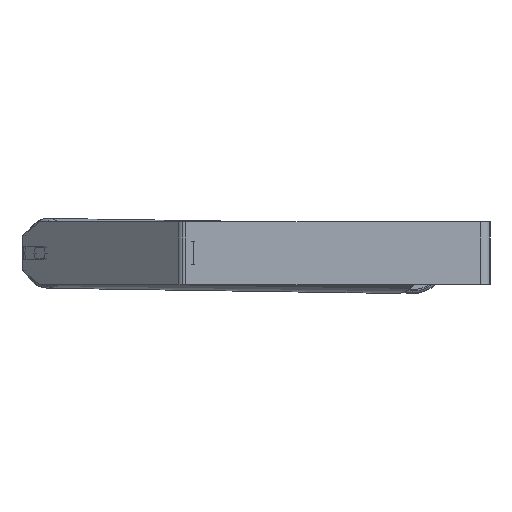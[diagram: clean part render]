
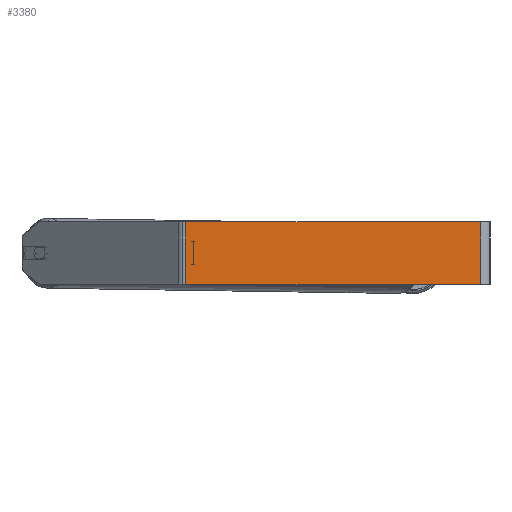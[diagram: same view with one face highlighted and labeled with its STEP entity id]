
A CAD part, left-side view. The second image highlights one B-rep face of the part: STEP entity #3380.
In plain terms, the highlighted planar face has unit normal (-1, 0, 0).
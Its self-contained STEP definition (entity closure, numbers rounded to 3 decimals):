
#33 = CARTESIAN_POINT ( 'NONE',  ( -1000., 392.866, -40. ) ) ;
#334 = DIRECTION ( 'NONE',  ( 1., 0., 0. ) ) ;
#349 = CARTESIAN_POINT ( 'NONE',  ( -1000., 387.896, 40. ) ) ;
#425 = VERTEX_POINT ( 'NONE', #3758 ) ;
#897 = EDGE_LOOP ( 'NONE', ( #7328, #2360, #7484, #5913 ) ) ;
#921 = VECTOR ( 'NONE', #5771, 1000. ) ;
#1109 = CARTESIAN_POINT ( 'NONE',  ( -1000., 12., -40. ) ) ;
#1132 = CARTESIAN_POINT ( 'NONE',  ( -1000., 12., 40. ) ) ;
#1806 = VECTOR ( 'NONE', #4802, 1000. ) ;
#1889 = AXIS2_PLACEMENT_3D ( 'NONE', #8337, #334, #6953 ) ;
#2360 = ORIENTED_EDGE ( 'NONE', *, *, #7934, .F. ) ;
#2861 = LINE ( 'NONE', #5473, #3141 ) ;
#3005 = EDGE_CURVE ( 'NONE', #8689, #3074, #2861, .T. ) ;
#3074 = VERTEX_POINT ( 'NONE', #6086 ) ;
#3141 = VECTOR ( 'NONE', #5607, 1000. ) ;
#3337 = VECTOR ( 'NONE', #5143, 1000. ) ;
#3380 = ADVANCED_FACE ( 'NONE', ( #5006 ), #5627, .F. ) ;
#3758 = CARTESIAN_POINT ( 'NONE',  ( -1000., 387.896, -40. ) ) ;
#4268 = EDGE_CURVE ( 'NONE', #8689, #425, #4494, .T. ) ;
#4494 = LINE ( 'NONE', #7865, #921 ) ;
#4802 = DIRECTION ( 'NONE',  ( 0., -1., 0. ) ) ;
#5006 = FACE_OUTER_BOUND ( 'NONE', #897, .T. ) ;
#5143 = DIRECTION ( 'NONE',  ( 0., 0., -1. ) ) ;
#5334 = LINE ( 'NONE', #33, #1806 ) ;
#5473 = CARTESIAN_POINT ( 'NONE',  ( -1000., 392.866, 40. ) ) ;
#5607 = DIRECTION ( 'NONE',  ( 0., -1., 0. ) ) ;
#5627 = PLANE ( 'NONE',  #1889 ) ;
#5771 = DIRECTION ( 'NONE',  ( 0., 0., -1. ) ) ;
#5913 = ORIENTED_EDGE ( 'NONE', *, *, #4268, .T. ) ;
#6086 = CARTESIAN_POINT ( 'NONE',  ( -1000., 12., 40. ) ) ;
#6953 = DIRECTION ( 'NONE',  ( 0., 0., -1. ) ) ;
#7272 = VERTEX_POINT ( 'NONE', #1109 ) ;
#7328 = ORIENTED_EDGE ( 'NONE', *, *, #8419, .T. ) ;
#7484 = ORIENTED_EDGE ( 'NONE', *, *, #3005, .F. ) ;
#7865 = CARTESIAN_POINT ( 'NONE',  ( -1000., 387.896, 40. ) ) ;
#7934 = EDGE_CURVE ( 'NONE', #3074, #7272, #8522, .T. ) ;
#8337 = CARTESIAN_POINT ( 'NONE',  ( -1000., 392.866, 40. ) ) ;
#8419 = EDGE_CURVE ( 'NONE', #425, #7272, #5334, .T. ) ;
#8522 = LINE ( 'NONE', #1132, #3337 ) ;
#8689 = VERTEX_POINT ( 'NONE', #349 ) ;
